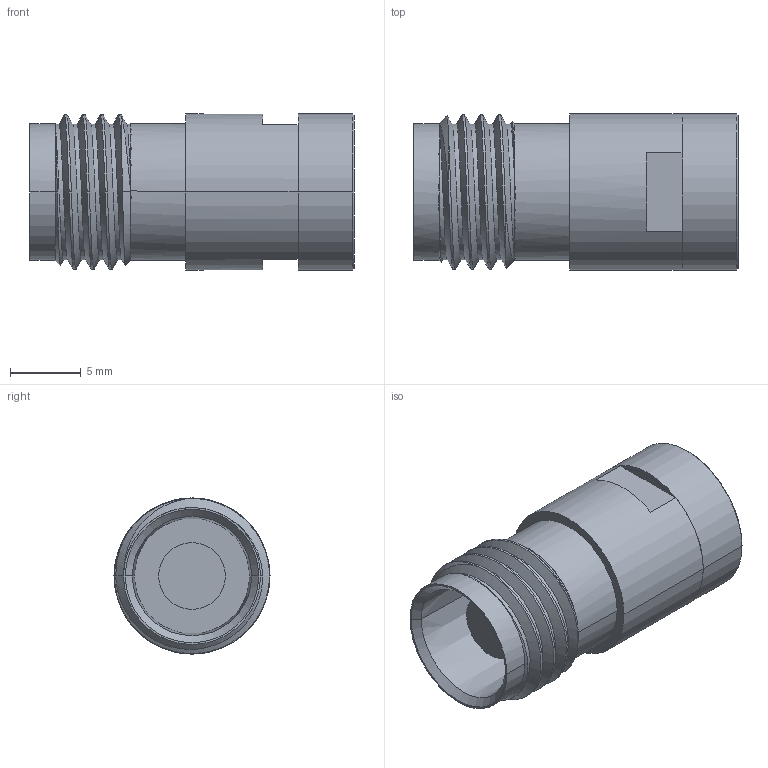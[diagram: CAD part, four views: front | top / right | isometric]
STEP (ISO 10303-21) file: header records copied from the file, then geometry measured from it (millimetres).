
FILE_DESCRIPTION (( 'STEP AP214' ), '1' );
FILE_NAME ('LCTR1172_3D.step', '2024-04-15T21:12:59', ( '' ), ( '' ), 'SwSTEP 2.0', 'SolidWorks 2022', '' );
FILE_SCHEMA (( 'AUTOMOTIVE_DESIGN' ));
Length unit declared in the file: millimetre
Products named in the file (1): LCTR1172_3D
Bounding box: 22.86 x 11 x 11 mm (x, y, z)
Volume: 1590.2 mm3; surface area: 1349.4 mm2
Topology: 1 solids, 1 shells, 51 faces, 118 edges, 73 vertices
Faces by surface type: cylinder 19, plane 14, cone 13, bspline 5
Entity records: 3380 total; most frequent: CARTESIAN_POINT 2246, ORIENTED_EDGE 236, DIRECTION 225, EDGE_CURVE 118, AXIS2_PLACEMENT_3D 92, VERTEX_POINT 73, EDGE_LOOP 55, FACE_OUTER_BOUND 51
